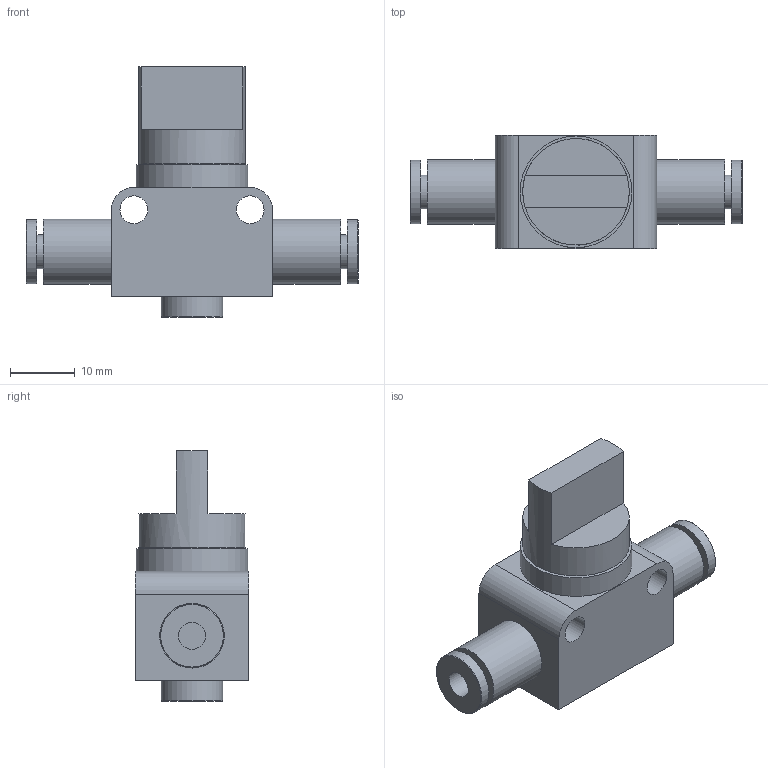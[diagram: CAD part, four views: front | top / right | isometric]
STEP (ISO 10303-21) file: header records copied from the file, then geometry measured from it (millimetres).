
FILE_DESCRIPTION(/* description */ ('Unknown'),/* implementation_level */ '2;1');
FILE_NAME(/* name */ 'BALPAL.04',/* time_stamp */ '2019-04-18T08:32:52-04:00',/* author */ ('Unknown'),/* organization */ ('Unknown'),/* preprocessor_version */ 'ST-DEVELOPER v16.7',/* originating_system */ 'DEX',/* authorisation */ $);
FILE_SCHEMA (('AUTOMOTIVE_DESIGN {1 0 10303 214 3 1 1}'));
Length unit declared in the file: millimetre
Products named in the file (1): BALPAL.04
Bounding box: 51.4 x 17.5 x 38.8 mm (x, y, z)
Volume: 11477.1 mm3; surface area: 5046.4 mm2
Topology: 1 solids, 1 shells, 41 faces, 82 edges, 55 vertices
Faces by surface type: plane 22, cylinder 16, cone 3
Full cylindrical faces by diameter (mm): 4.2 x2, 4.3 x2, 5.2 x2, 9.5 x1, 9.9 x2, 10 x2, 14 x1, 16.5 x1, 17.3 x1
Entity records: 990 total; most frequent: DIRECTION 182, CARTESIAN_POINT 152, ORIENTED_EDGE 120, AXIS2_PLACEMENT_3D 80, EDGE_LOOP 74, FACE_BOUND 74, EDGE_CURVE 60, VERTEX_POINT 50
